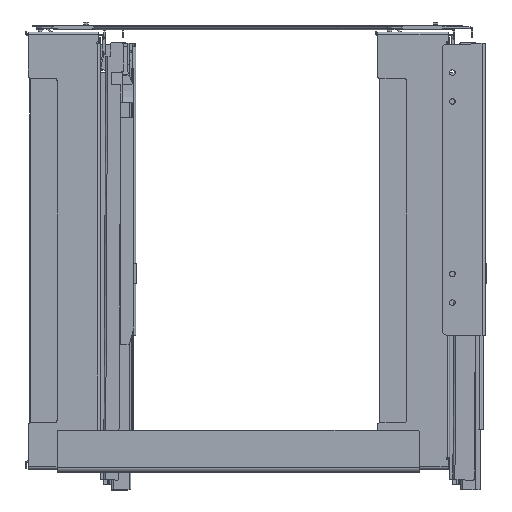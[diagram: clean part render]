
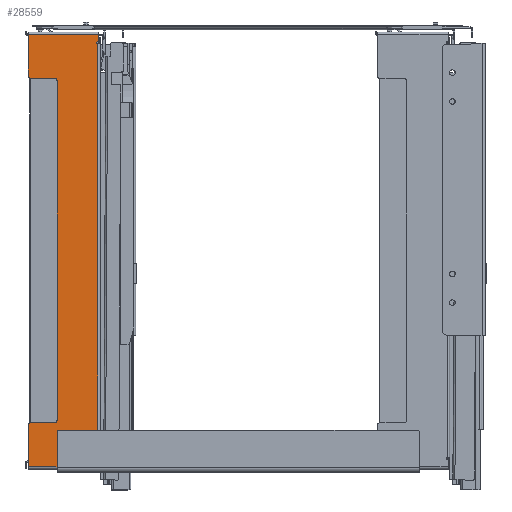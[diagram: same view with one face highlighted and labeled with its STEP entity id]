
A CAD part, left-side view. The second image highlights one B-rep face of the part: STEP entity #28559.
In plain terms, the highlighted planar face has unit normal (-1, 0, 0).
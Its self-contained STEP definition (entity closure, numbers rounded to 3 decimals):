
#1118=PLANE('',#30888);
#2531=FACE_OUTER_BOUND('',#4068,.T.);
#4068=EDGE_LOOP('',(#24914,#24915,#24916,#24917,#24918,#24919,#24920,#24921,
#24922,#24923,#24924,#24925,#24926,#24927,#24928,#24929,#24930,#24931));
#6807=LINE('',#49043,#9785);
#6825=LINE('',#49096,#9803);
#6895=LINE('',#49294,#9873);
#6903=LINE('',#49315,#9881);
#6906=LINE('',#49323,#9884);
#6909=LINE('',#49331,#9887);
#6912=LINE('',#49338,#9890);
#6913=LINE('',#49340,#9891);
#6935=LINE('',#49397,#9913);
#6941=LINE('',#49412,#9919);
#6943=LINE('',#49416,#9921);
#6944=LINE('',#49418,#9922);
#9785=VECTOR('',#37679,10.);
#9803=VECTOR('',#37721,10.);
#9873=VECTOR('',#37939,10.);
#9881=VECTOR('',#37967,10.);
#9884=VECTOR('',#37976,10.);
#9887=VECTOR('',#37985,10.);
#9890=VECTOR('',#37994,10.);
#9891=VECTOR('',#37997,10.);
#9913=VECTOR('',#38059,10.);
#9919=VECTOR('',#38081,10.);
#9921=VECTOR('',#38085,10.);
#9922=VECTOR('',#38086,10.);
#11088=CIRCLE('',#30848,2.5);
#11089=CIRCLE('',#30851,2.5);
#11090=CIRCLE('',#30854,2.5);
#11091=CIRCLE('',#30857,2.5);
#11099=CIRCLE('',#30881,1.25);
#11101=CIRCLE('',#30889,2.5);
#12096=VERTEX_POINT('',#41566);
#13161=VERTEX_POINT('',#47976);
#13449=VERTEX_POINT('',#49040);
#13450=VERTEX_POINT('',#49042);
#13473=VERTEX_POINT('',#49095);
#13527=VERTEX_POINT('',#49292);
#13528=VERTEX_POINT('',#49308);
#13529=VERTEX_POINT('',#49309);
#13530=VERTEX_POINT('',#49314);
#13531=VERTEX_POINT('',#49318);
#13532=VERTEX_POINT('',#49322);
#13533=VERTEX_POINT('',#49326);
#13534=VERTEX_POINT('',#49330);
#13535=VERTEX_POINT('',#49334);
#13550=VERTEX_POINT('',#49396);
#13551=VERTEX_POINT('',#49411);
#13552=VERTEX_POINT('',#49415);
#13553=VERTEX_POINT('',#49417);
#17241=EDGE_CURVE('',#13450,#13449,#6807,.T.);
#17268=EDGE_CURVE('',#13473,#13161,#6825,.T.);
#17369=EDGE_CURVE('',#13161,#13527,#6895,.T.);
#17376=EDGE_CURVE('',#13528,#13529,#11088,.T.);
#17379=EDGE_CURVE('',#13529,#13530,#6903,.T.);
#17381=EDGE_CURVE('',#13530,#13531,#11089,.T.);
#17383=EDGE_CURVE('',#13531,#13532,#6906,.T.);
#17385=EDGE_CURVE('',#13532,#13533,#11090,.T.);
#17387=EDGE_CURVE('',#13533,#13534,#6909,.T.);
#17389=EDGE_CURVE('',#13534,#13535,#11091,.T.);
#17391=EDGE_CURVE('',#13527,#13528,#6912,.T.);
#17392=EDGE_CURVE('',#13535,#13450,#6913,.T.);
#17421=EDGE_CURVE('',#13550,#13473,#6935,.T.);
#17423=EDGE_CURVE('',#12096,#13550,#11099,.T.);
#17429=EDGE_CURVE('',#13551,#12096,#6941,.T.);
#17431=EDGE_CURVE('',#13551,#13552,#6943,.T.);
#17432=EDGE_CURVE('',#13449,#13553,#6944,.T.);
#17433=EDGE_CURVE('',#13552,#13553,#11101,.T.);
#24914=ORIENTED_EDGE('',*,*,#17431,.F.);
#24915=ORIENTED_EDGE('',*,*,#17429,.T.);
#24916=ORIENTED_EDGE('',*,*,#17423,.T.);
#24917=ORIENTED_EDGE('',*,*,#17421,.T.);
#24918=ORIENTED_EDGE('',*,*,#17268,.T.);
#24919=ORIENTED_EDGE('',*,*,#17369,.T.);
#24920=ORIENTED_EDGE('',*,*,#17391,.T.);
#24921=ORIENTED_EDGE('',*,*,#17376,.T.);
#24922=ORIENTED_EDGE('',*,*,#17379,.T.);
#24923=ORIENTED_EDGE('',*,*,#17381,.T.);
#24924=ORIENTED_EDGE('',*,*,#17383,.T.);
#24925=ORIENTED_EDGE('',*,*,#17385,.T.);
#24926=ORIENTED_EDGE('',*,*,#17387,.T.);
#24927=ORIENTED_EDGE('',*,*,#17389,.T.);
#24928=ORIENTED_EDGE('',*,*,#17392,.T.);
#24929=ORIENTED_EDGE('',*,*,#17241,.T.);
#24930=ORIENTED_EDGE('',*,*,#17432,.T.);
#24931=ORIENTED_EDGE('',*,*,#17433,.F.);
#28559=ADVANCED_FACE('',(#2531),#1118,.F.);
#30848=AXIS2_PLACEMENT_3D('',#49310,#37961,#37962);
#30851=AXIS2_PLACEMENT_3D('',#49319,#37971,#37972);
#30854=AXIS2_PLACEMENT_3D('',#49327,#37980,#37981);
#30857=AXIS2_PLACEMENT_3D('',#49335,#37989,#37990);
#30881=AXIS2_PLACEMENT_3D('',#49400,#38063,#38064);
#30888=AXIS2_PLACEMENT_3D('',#49414,#38083,#38084);
#30889=AXIS2_PLACEMENT_3D('',#49419,#38087,#38088);
#37679=DIRECTION('',(0.,-1.,0.));
#37721=DIRECTION('',(0.,0.,1.));
#37939=DIRECTION('',(0.,1.,0.));
#37961=DIRECTION('center_axis',(-1.,0.,0.));
#37962=DIRECTION('ref_axis',(0.,1.,0.));
#37967=DIRECTION('',(0.,-1.,0.));
#37971=DIRECTION('center_axis',(1.,0.,0.));
#37972=DIRECTION('ref_axis',(0.,0.,
1.));
#37976=DIRECTION('',(0.,0.,-1.));
#37980=DIRECTION('center_axis',(1.,0.,0.));
#37981=DIRECTION('ref_axis',(0.,-1.,0.));
#37985=DIRECTION('',(0.,1.,0.));
#37989=DIRECTION('center_axis',(-1.,0.,0.));
#37990=DIRECTION('ref_axis',(0.,1.,0.));
#37994=DIRECTION('',(0.,0.,-1.));
#37997=DIRECTION('',(0.,0.,-1.));
#38059=DIRECTION('',(0.,-1.,0.));
#38063=DIRECTION('center_axis',(1.,0.,0.));
#38064=DIRECTION('ref_axis',(0.,0.,
-1.));
#38081=DIRECTION('',(0.,0.,1.));
#38083=DIRECTION('center_axis',(1.,0.,0.));
#38084=DIRECTION('ref_axis',(0.,-1.,0.));
#38085=DIRECTION('',(0.,1.,0.));
#38086=DIRECTION('',(0.,0.,1.));
#38087=DIRECTION('center_axis',(-1.,0.,0.));
#38088=DIRECTION('ref_axis',(0.,0.707,0.707));
#41566=CARTESIAN_POINT('',(-49.,432.743,-20.25));
#47976=CARTESIAN_POINT('',(-49.,431.743,-9.75));
#49040=CARTESIAN_POINT('',(-49.,478.243,-491.25));
#49042=CARTESIAN_POINT('',(-49.,510.243,-491.25));
#49043=CARTESIAN_POINT('',(-49.,510.243,-491.25));
#49095=CARTESIAN_POINT('',(-49.,431.743,-17.75));
#49096=CARTESIAN_POINT('',(-49.,431.743,-17.75));
#49292=CARTESIAN_POINT('',(-49.,510.243,-9.75));
#49294=CARTESIAN_POINT('',(-49.,431.743,-9.75));
#49308=CARTESIAN_POINT('',(-49.,510.243,-56.25));
#49309=CARTESIAN_POINT('',(-49.,507.743,-58.75));
#49310=CARTESIAN_POINT('Origin',(-49.,507.743,-56.25));
#49314=CARTESIAN_POINT('',(-49.,480.743,-58.75));
#49315=CARTESIAN_POINT('',(-49.,475.393,-58.75));
#49318=CARTESIAN_POINT('',(-49.,478.243,-61.25));
#49319=CARTESIAN_POINT('Origin',(-49.,480.743,-61.25));
#49322=CARTESIAN_POINT('',(-49.,478.243,-439.75));
#49323=CARTESIAN_POINT('',(-49.,478.243,-345.125));
#49326=CARTESIAN_POINT('',(-49.,480.743,-442.25));
#49327=CARTESIAN_POINT('Origin',(-49.,480.743,-439.75));
#49330=CARTESIAN_POINT('',(-49.,507.743,-442.25));
#49331=CARTESIAN_POINT('',(-49.,488.893,-442.25));
#49334=CARTESIAN_POINT('',(-49.,510.243,-444.75));
#49335=CARTESIAN_POINT('Origin',(-49.,507.743,-444.75));
#49338=CARTESIAN_POINT('',(-49.,510.243,-9.75));
#49340=CARTESIAN_POINT('',(-49.,510.243,-9.75));
#49396=CARTESIAN_POINT('',(-49.,432.743,-17.75));
#49397=CARTESIAN_POINT('',(-49.,432.743,-17.75));
#49400=CARTESIAN_POINT('Origin',(-49.,432.743,-19.));
#49411=CARTESIAN_POINT('',(-49.,432.743,-450.245));
#49412=CARTESIAN_POINT('',(-49.,432.743,-250.5));
#49414=CARTESIAN_POINT('Origin',(-49.,470.043,-250.5));
#49415=CARTESIAN_POINT('',(-49.,475.743,-450.245));
#49416=CARTESIAN_POINT('',(-49.,59.743,-450.245));
#49417=CARTESIAN_POINT('',(-49.,478.243,-452.745));
#49418=CARTESIAN_POINT('',(-49.,478.243,-489.023));
#49419=CARTESIAN_POINT('Origin',(-49.,475.743,-452.745));
